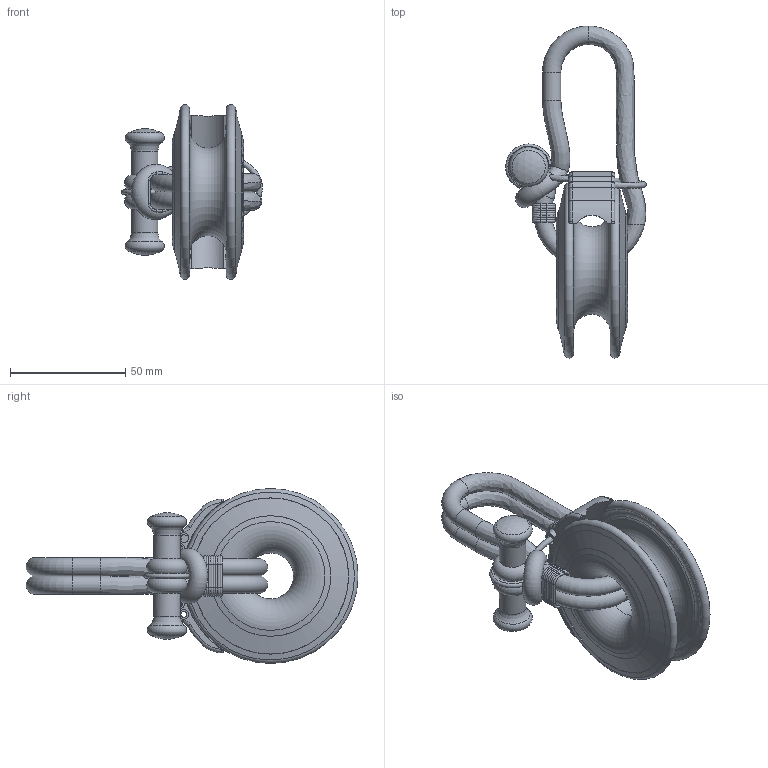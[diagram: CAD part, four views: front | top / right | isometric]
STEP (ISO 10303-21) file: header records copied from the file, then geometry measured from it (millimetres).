
FILE_DESCRIPTION(/* description */ (''),/* implementation_level */ '2;1');
FILE_NAME(/* name */ 'RS76.14.stp',/* time_stamp */ '2020-10-01T14:07:57+02:00',/* author */ ('lucade'),/* organization */ (''),/* preprocessor_version */ 'ST-DEVELOPER v18.1',/* originating_system */ 'Autodesk Inventor 2021',/* authorisation */ '');
FILE_SCHEMA (('AUTOMOTIVE_DESIGN { 1 0 10303 214 3 1 1 }'));
Length unit declared in the file: millimetre
Products named in the file (1): Parte1
Bounding box: 61.14 x 144.25 x 76 mm (x, y, z)
Volume: 103720.1 mm3; surface area: 40791.8 mm2
Topology: 1 solids, 1 shells, 311 faces, 825 edges, 423 vertices
Faces by surface type: torus 164, cylinder 96, plane 23, bspline 16, cone 10, sphere 2
Full cylindrical faces by diameter (mm): 1 x8, 2.5 x2, 4.2 x8, 8 x2, 11.5 x2, 20 x1
Entity records: 14115 total; most frequent: CARTESIAN_POINT 6342, DIRECTION 1749, ORIENTED_EDGE 1652, EDGE_CURVE 826, AXIS2_PLACEMENT_3D 817, CIRCLE 513, VERTEX_POINT 423, EDGE_LOOP 352
